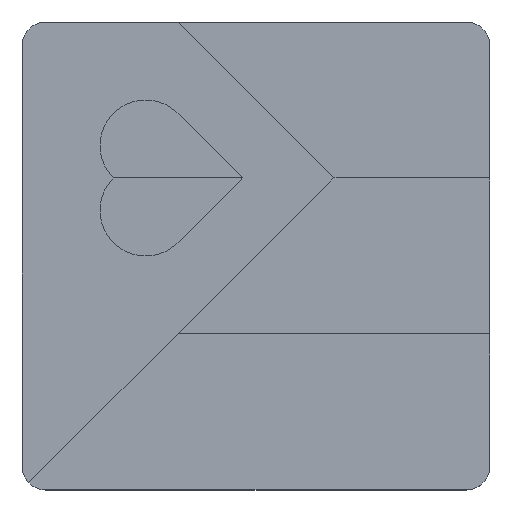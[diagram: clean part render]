
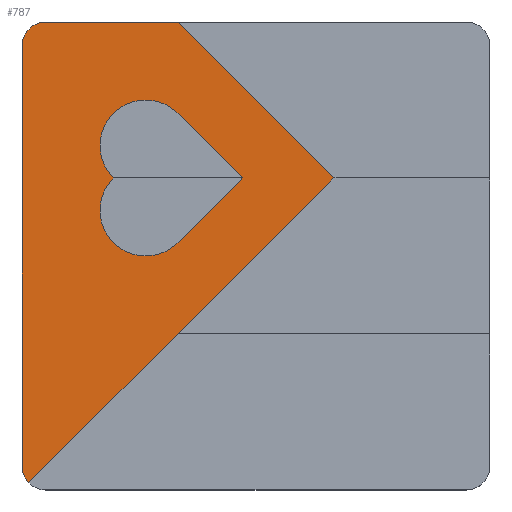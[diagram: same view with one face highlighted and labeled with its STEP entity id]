
A CAD part, top view. The second image highlights one B-rep face of the part: STEP entity #787.
In plain terms, the highlighted planar face has unit normal (0, 0, 1).
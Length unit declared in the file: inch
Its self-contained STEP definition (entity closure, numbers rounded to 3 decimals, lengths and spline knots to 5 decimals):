
#46=FACE_OUTER_BOUND('',#99,.T.);
#99=EDGE_LOOP('',(#529,#530,#531,#532,#533,#534,#535,#536));
#156=LINE('',#1213,#233);
#157=LINE('',#1217,#234);
#158=LINE('',#1221,#235);
#159=LINE('',#1224,#236);
#233=VECTOR('',#960,0.3937);
#234=VECTOR('',#963,0.3937);
#235=VECTOR('',#966,0.3937);
#236=VECTOR('',#969,0.3937);
#310=CIRCLE('',#868,0.06);
#311=CIRCLE('',#869,0.06);
#312=CIRCLE('',#870,0.06);
#313=CIRCLE('',#871,0.06);
#344=VERTEX_POINT('',#1209);
#345=VERTEX_POINT('',#1210);
#346=VERTEX_POINT('',#1212);
#347=VERTEX_POINT('',#1214);
#348=VERTEX_POINT('',#1216);
#349=VERTEX_POINT('',#1218);
#350=VERTEX_POINT('',#1220);
#351=VERTEX_POINT('',#1222);
#418=EDGE_CURVE('',#344,#345,#310,.T.);
#419=EDGE_CURVE('',#346,#344,#156,.T.);
#420=EDGE_CURVE('',#347,#346,#311,.T.);
#421=EDGE_CURVE('',#348,#347,#157,.T.);
#422=EDGE_CURVE('',#349,#348,#312,.T.);
#423=EDGE_CURVE('',#350,#349,#158,.T.);
#424=EDGE_CURVE('',#351,#350,#313,.T.);
#425=EDGE_CURVE('',#345,#351,#159,.T.);
#529=ORIENTED_EDGE('',*,*,#418,.F.);
#530=ORIENTED_EDGE('',*,*,#419,.F.);
#531=ORIENTED_EDGE('',*,*,#420,.F.);
#532=ORIENTED_EDGE('',*,*,#421,.F.);
#533=ORIENTED_EDGE('',*,*,#422,.F.);
#534=ORIENTED_EDGE('',*,*,#423,.F.);
#535=ORIENTED_EDGE('',*,*,#424,.F.);
#536=ORIENTED_EDGE('',*,*,#425,.F.);
#751=PLANE('',#867);
#787=ADVANCED_FACE('',(#46),#751,.F.);
#867=AXIS2_PLACEMENT_3D('',#1208,#956,#957);
#868=AXIS2_PLACEMENT_3D('',#1211,#958,#959);
#869=AXIS2_PLACEMENT_3D('',#1215,#961,#962);
#870=AXIS2_PLACEMENT_3D('',#1219,#964,#965);
#871=AXIS2_PLACEMENT_3D('',#1223,#967,#968);
#956=DIRECTION('center_axis',(0.,0.,-1.));
#957=DIRECTION('ref_axis',(-1.,0.,0.));
#958=DIRECTION('center_axis',(0.,0.,-1.));
#959=DIRECTION('ref_axis',(-0.707,-0.707,0.));
#960=DIRECTION('',(-1.,0.,0.));
#961=DIRECTION('center_axis',(0.,0.,-1.));
#962=DIRECTION('ref_axis',(0.707,-0.707,0.));
#963=DIRECTION('',(0.,-1.,0.));
#964=DIRECTION('center_axis',(0.,0.,-1.));
#965=DIRECTION('ref_axis',(0.707,0.707,0.));
#966=DIRECTION('',(1.,0.,0.));
#967=DIRECTION('center_axis',(0.,0.,-1.));
#968=DIRECTION('ref_axis',(-0.707,0.707,0.));
#969=DIRECTION('',(0.,1.,0.));
#1208=CARTESIAN_POINT('Origin',(0.,0.,0.06));
#1209=CARTESIAN_POINT('',(-0.53055,-0.59055,0.06));
#1210=CARTESIAN_POINT('',(-0.59055,-0.53055,0.06));
#1211=CARTESIAN_POINT('Origin',(-0.53055,-0.53055,0.06));
#1212=CARTESIAN_POINT('',(0.53055,-0.59055,0.06));
#1213=CARTESIAN_POINT('',(-0.29528,-0.59055,0.06));
#1214=CARTESIAN_POINT('',(0.59055,-0.53055,0.06));
#1215=CARTESIAN_POINT('Origin',(0.53055,-0.53055,0.06));
#1216=CARTESIAN_POINT('',(0.59055,0.53055,0.06));
#1217=CARTESIAN_POINT('',(0.59055,-0.29528,0.06));
#1218=CARTESIAN_POINT('',(0.53055,0.59055,0.06));
#1219=CARTESIAN_POINT('Origin',(0.53055,0.53055,0.06));
#1220=CARTESIAN_POINT('',(-0.53055,0.59055,0.06));
#1221=CARTESIAN_POINT('',(0.09843,0.59055,0.06));
#1222=CARTESIAN_POINT('',(-0.59055,0.53055,0.06));
#1223=CARTESIAN_POINT('Origin',(-0.53055,0.53055,0.06));
#1224=CARTESIAN_POINT('',(-0.59055,0.10282,0.06));
